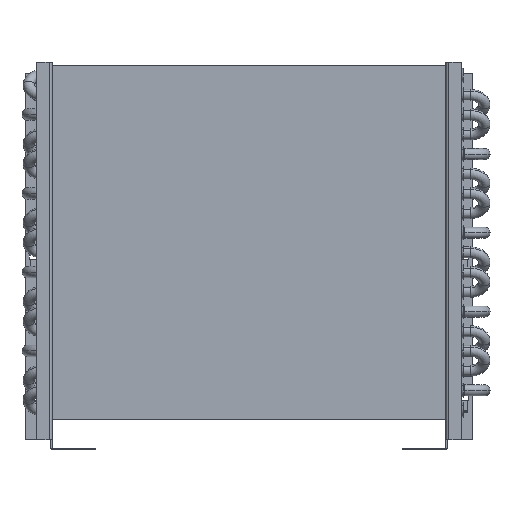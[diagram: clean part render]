
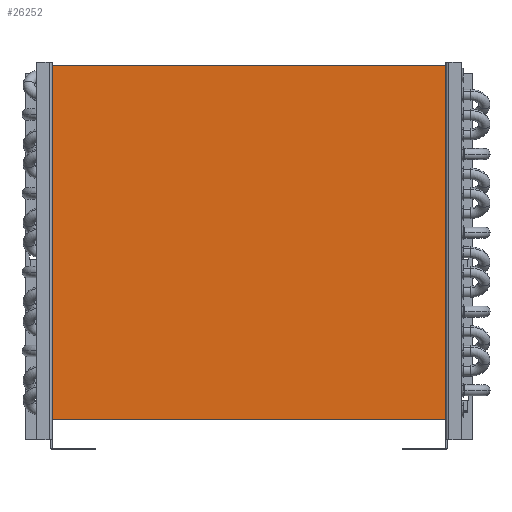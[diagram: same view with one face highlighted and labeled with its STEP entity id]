
A CAD part, left-side view. The second image highlights one B-rep face of the part: STEP entity #26252.
In plain terms, the highlighted face is planar.
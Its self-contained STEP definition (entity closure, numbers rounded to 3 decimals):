
#24554=DIRECTION('',(0.,0.,-1.));
#24555=VECTOR('',#24554,225.);
#24556=CARTESIAN_POINT('',(18.75,125.,112.5));
#24557=LINE('',#24556,#24555);
#24786=DIRECTION('',(0.,0.,-1.));
#24787=VECTOR('',#24786,225.);
#24788=CARTESIAN_POINT('',(18.75,-125.,112.5));
#24789=LINE('',#24788,#24787);
#24790=DIRECTION('',(0.,-1.,0.));
#24791=VECTOR('',#24790,250.);
#24792=CARTESIAN_POINT('',(18.75,125.,112.5));
#24793=LINE('',#24792,#24791);
#24798=DIRECTION('',(0.,-1.,0.));
#24799=VECTOR('',#24798,250.);
#24800=CARTESIAN_POINT('',(18.75,125.,-112.5));
#24801=LINE('',#24800,#24799);
#24826=CARTESIAN_POINT('',(18.75,125.,-112.5));
#24827=VERTEX_POINT('',#24826);
#24828=CARTESIAN_POINT('',(18.75,-125.,-112.5));
#24829=VERTEX_POINT('',#24828);
#24830=CARTESIAN_POINT('',(18.75,125.,112.5));
#24831=VERTEX_POINT('',#24830);
#24832=CARTESIAN_POINT('',(18.75,-125.,112.5));
#24833=VERTEX_POINT('',#24832);
#26240=CARTESIAN_POINT('',(18.75,-125.,-112.5));
#26241=DIRECTION('',(-1.,0.,0.));
#26242=DIRECTION('',(0.,0.,1.));
#26243=AXIS2_PLACEMENT_3D('',#26240,#26241,#26242);
#26244=PLANE('',#26243);
#26245=ORIENTED_EDGE('',*,*,#25362,.T.);
#26247=ORIENTED_EDGE('',*,*,#26246,.T.);
#26248=ORIENTED_EDGE('',*,*,#25124,.F.);
#26249=ORIENTED_EDGE('',*,*,#26233,.F.);
#26250=EDGE_LOOP('',(#26245,#26247,#26248,#26249));
#26251=FACE_OUTER_BOUND('',#26250,.F.);
#26252=ADVANCED_FACE('',(#26251),#26244,.F.);
#25124=EDGE_CURVE('',#24833,#24829,#24789,.T.);
#25362=EDGE_CURVE('',#24831,#24827,#24557,.T.);
#26233=EDGE_CURVE('',#24831,#24833,#24793,.T.);
#26246=EDGE_CURVE('',#24827,#24829,#24801,.T.);
